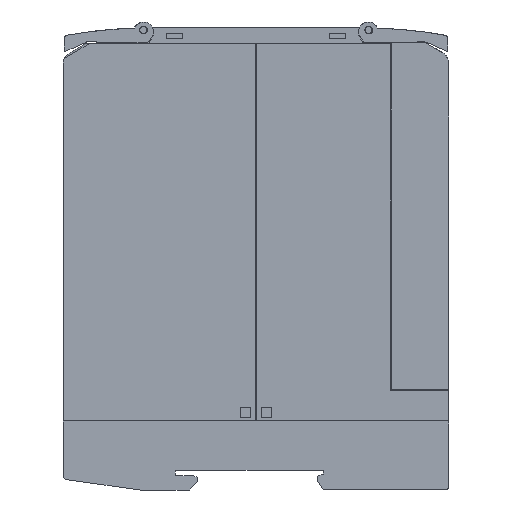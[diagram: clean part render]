
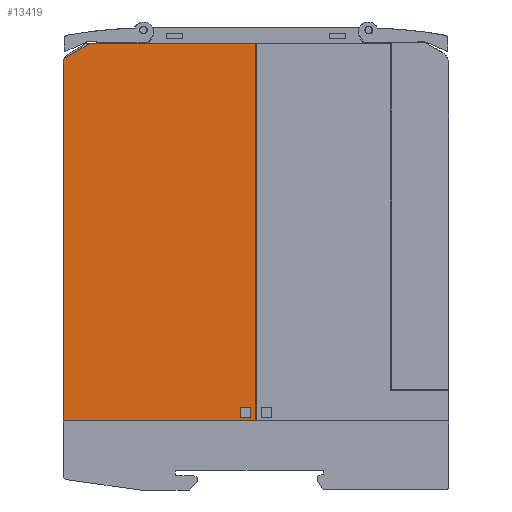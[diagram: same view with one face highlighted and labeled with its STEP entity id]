
A CAD part, left-side view. The second image highlights one B-rep face of the part: STEP entity #13419.
In plain terms, the highlighted planar face has unit normal (-1, 0, 0).
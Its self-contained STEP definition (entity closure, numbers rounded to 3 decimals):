
#13419=ADVANCED_FACE('',(#36046,#36047),#36048,.T.);
#26407=VERTEX_POINT('',#49520);
#26411=VERTEX_POINT('',#49524);
#26413=EDGE_CURVE('',#26411,#26407,#49526,.T.);
#26417=VERTEX_POINT('',#49530);
#26419=EDGE_CURVE('',#26417,#26411,#49532,.T.);
#26423=VERTEX_POINT('',#49536);
#26425=EDGE_CURVE('',#26423,#26417,#49538,.T.);
#26429=EDGE_CURVE('',#26407,#26423,#49542,.T.);
#26431=VERTEX_POINT('',#49544);
#26435=VERTEX_POINT('',#49548);
#26437=EDGE_CURVE('',#26435,#26431,#49550,.T.);
#26483=VERTEX_POINT('',#49596);
#26487=EDGE_CURVE('',#26483,#26431,#49600,.T.);
#26489=VERTEX_POINT('',#49602);
#26493=EDGE_CURVE('',#26483,#26489,#49606,.T.);
#27797=VERTEX_POINT('',#50910);
#27799=EDGE_CURVE('',#27797,#26435,#50912,.T.);
#27873=VERTEX_POINT('',#50986);
#27877=EDGE_CURVE('',#26489,#27873,#50990,.T.);
#27881=VERTEX_POINT('',#50994);
#27883=VERTEX_POINT('',#50996);
#27885=EDGE_CURVE('',#27881,#27883,#50998,.T.);
#27887=EDGE_CURVE('',#27883,#27797,#51000,.T.);
#27889=EDGE_CURVE('',#27873,#27881,#51002,.T.);
#36046=FACE_OUTER_BOUND('',#59154,.T.);
#36047=FACE_BOUND('',#59155,.T.);
#36048=PLANE('',#59156);
#49520=CARTESIAN_POINT('',(0.025,51.417,21.305));
#49524=CARTESIAN_POINT('',(0.025,54.017,21.305));
#49526=LINE('',#79153,#79154);
#49530=CARTESIAN_POINT('',(0.025,54.017,18.705));
#49532=LINE('',#79163,#79164);
#49536=CARTESIAN_POINT('',(0.025,51.417,18.705));
#49538=LINE('',#79173,#79174);
#49542=LINE('',#79181,#79182);
#49544=CARTESIAN_POINT('',(0.025,100.017,110.609));
#49548=CARTESIAN_POINT('',(0.025,99.706,111.94));
#49550=CIRCLE('',#79193,3.);
#49596=CARTESIAN_POINT('',(0.025,100.017,17.905));
#49600=LINE('',#79301,#79302);
#49602=CARTESIAN_POINT('',(0.025,50.117,17.905));
#49606=LINE('',#79311,#79312);
#50910=CARTESIAN_POINT('',(0.025,93.273,115.805));
#50912=LINE('',#81513,#81514);
#50986=CARTESIAN_POINT('',(0.025,50.117,115.8));
#50990=LINE('',#81633,#81634);
#50994=CARTESIAN_POINT('',(0.025,77.889,115.8));
#50996=CARTESIAN_POINT('',(0.025,77.887,115.805));
#50998=LINE('',#81645,#81646);
#51000=LINE('',#81649,#81650);
#51002=LINE('',#81653,#81654);
#59154=EDGE_LOOP('',(#101138,#101139,#101140,#101141,#101142,#101143,#101144,#101145));
#59155=EDGE_LOOP('',(#101146,#101147,#101148,#101149));
#59156=AXIS2_PLACEMENT_3D('',#101150,#101151,#101152);
#79153=CARTESIAN_POINT('',(0.025,51.417,21.305));
#79154=VECTOR('',#111205,1.0);
#79163=CARTESIAN_POINT('',(0.025,54.017,18.955));
#79164=VECTOR('',#111207,1.0);
#79173=CARTESIAN_POINT('',(0.025,51.417,18.705));
#79174=VECTOR('',#111209,1.0);
#79181=CARTESIAN_POINT('',(0.025,51.417,18.955));
#79182=VECTOR('',#111211,1.0);
#79193=AXIS2_PLACEMENT_3D('',#111213,#111214,#111215);
#79301=CARTESIAN_POINT('',(0.025,100.017,17.905));
#79302=VECTOR('',#111231,1.0);
#79311=CARTESIAN_POINT('',(0.025,100.017,17.905));
#79312=VECTOR('',#111233,1.0);
#81513=CARTESIAN_POINT('',(0.025,98.186,112.853));
#81514=VECTOR('',#111700,1.0);
#81633=CARTESIAN_POINT('',(0.025,50.117,17.905));
#81634=VECTOR('',#111726,1.0);
#81645=CARTESIAN_POINT('',(0.025,95.108,85.977));
#81646=VECTOR('',#111728,1.0);
#81649=CARTESIAN_POINT('',(0.025,100.017,115.805));
#81650=VECTOR('',#111729,1.0);
#81653=CARTESIAN_POINT('',(0.025,64.003,115.8));
#81654=VECTOR('',#111730,1.0);
#101138=ORIENTED_EDGE('',*,*,#27885,.T.);
#101139=ORIENTED_EDGE('',*,*,#27887,.T.);
#101140=ORIENTED_EDGE('',*,*,#27799,.T.);
#101141=ORIENTED_EDGE('',*,*,#26437,.T.);
#101142=ORIENTED_EDGE('',*,*,#26487,.F.);
#101143=ORIENTED_EDGE('',*,*,#26493,.T.);
#101144=ORIENTED_EDGE('',*,*,#27877,.T.);
#101145=ORIENTED_EDGE('',*,*,#27889,.T.);
#101146=ORIENTED_EDGE('',*,*,#26429,.T.);
#101147=ORIENTED_EDGE('',*,*,#26425,.T.);
#101148=ORIENTED_EDGE('',*,*,#26419,.T.);
#101149=ORIENTED_EDGE('',*,*,#26413,.T.);
#101150=CARTESIAN_POINT('',(0.025,50.117,17.905));
#101151=DIRECTION('',(-1.0,0.0,0.0));
#101152=DIRECTION('',(0.0,1.0,0.0));
#111205=DIRECTION('',(0.0,-1.0,0.0));
#111207=DIRECTION('',(0.0,0.0,1.0));
#111209=DIRECTION('',(0.0,1.0,0.0));
#111211=DIRECTION('',(0.0,0.0,-1.0));
#111213=CARTESIAN_POINT('',(0.025,97.017,110.609));
#111214=DIRECTION('',(-1.0,0.0,0.0));
#111215=DIRECTION('',(0.0,1.0,0.));
#111231=DIRECTION('',(0.0,0.0,1.0));
#111233=DIRECTION('',(0.0,-1.0,0.0));
#111700=DIRECTION('',(0.0,0.857,-0.515));
#111726=DIRECTION('',(0.0,0.0,1.0));
#111728=DIRECTION('',(0.0,-0.5,0.866));
#111729=DIRECTION('',(0.0,1.0,0.0));
#111730=DIRECTION('',(0.0,1.0,0.0));
